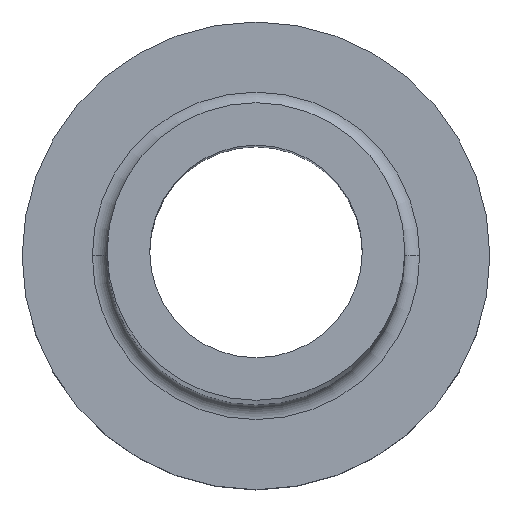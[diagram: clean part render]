
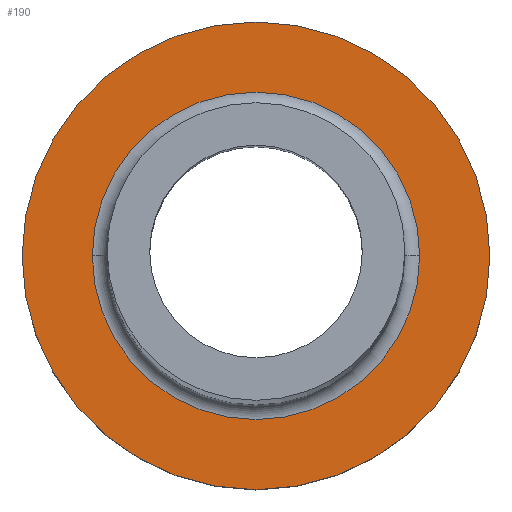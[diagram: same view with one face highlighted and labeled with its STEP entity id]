
A CAD part, top view. The second image highlights one B-rep face of the part: STEP entity #190.
In plain terms, the highlighted planar face has unit normal (0, 0, 1).
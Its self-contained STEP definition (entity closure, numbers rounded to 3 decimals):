
#34 = FACE_OUTER_BOUND ( 'NONE', #199, .T. ) ;
#35 = AXIS2_PLACEMENT_3D ( 'NONE', #427, #436, #84 ) ;
#48 = DIRECTION ( 'NONE',  ( 0., 0., -1. ) ) ;
#67 = DIRECTION ( 'NONE',  ( 1., 0., 0. ) ) ;
#68 = AXIS2_PLACEMENT_3D ( 'NONE', #376, #408, #302 ) ;
#79 = CARTESIAN_POINT ( 'NONE',  ( -11., 0., 7. ) ) ;
#84 = DIRECTION ( 'NONE',  ( 1., 0., 0. ) ) ;
#107 = CIRCLE ( 'NONE', #68, 11. ) ;
#122 = DIRECTION ( 'NONE',  ( 1., 0., 0. ) ) ;
#142 = DIRECTION ( 'NONE',  ( 0., 0., -1. ) ) ;
#154 = CARTESIAN_POINT ( 'NONE',  ( 0., 0., 7. ) ) ;
#155 = VERTEX_POINT ( 'NONE', #282 ) ;
#156 = EDGE_CURVE ( 'NONE', #217, #175, #310, .T. ) ;
#175 = VERTEX_POINT ( 'NONE', #259 ) ;
#181 = PLANE ( 'NONE',  #35 ) ;
#190 = ADVANCED_FACE ( 'NONE', ( #318, #34 ), #181, .T. ) ;
#199 = EDGE_LOOP ( 'NONE', ( #453, #292 ) ) ;
#202 = EDGE_CURVE ( 'NONE', #175, #217, #420, .T. ) ;
#216 = DIRECTION ( 'NONE',  ( 1., 0., 0. ) ) ;
#217 = VERTEX_POINT ( 'NONE', #297 ) ;
#218 = VERTEX_POINT ( 'NONE', #79 ) ;
#229 = EDGE_CURVE ( 'NONE', #155, #218, #107, .T. ) ;
#250 = AXIS2_PLACEMENT_3D ( 'NONE', #252, #387, #67 ) ;
#252 = CARTESIAN_POINT ( 'NONE',  ( 0., 0., 7. ) ) ;
#259 = CARTESIAN_POINT ( 'NONE',  ( 7.7, 0., 7. ) ) ;
#265 = AXIS2_PLACEMENT_3D ( 'NONE', #388, #142, #216 ) ;
#282 = CARTESIAN_POINT ( 'NONE',  ( 11., 0., 7. ) ) ;
#292 = ORIENTED_EDGE ( 'NONE', *, *, #229, .T. ) ;
#297 = CARTESIAN_POINT ( 'NONE',  ( -7.7, 0., 7. ) ) ;
#302 = DIRECTION ( 'NONE',  ( 1., 0., 0. ) ) ;
#310 = CIRCLE ( 'NONE', #265, 7.7 ) ;
#318 = FACE_BOUND ( 'NONE', #329, .T. ) ;
#329 = EDGE_LOOP ( 'NONE', ( #444, #391 ) ) ;
#354 = EDGE_CURVE ( 'NONE', #218, #155, #384, .T. ) ;
#376 = CARTESIAN_POINT ( 'NONE',  ( 0., 0., 7. ) ) ;
#384 = CIRCLE ( 'NONE', #250, 11. ) ;
#387 = DIRECTION ( 'NONE',  ( 0., 0., 1. ) ) ;
#388 = CARTESIAN_POINT ( 'NONE',  ( 0., 0., 7. ) ) ;
#391 = ORIENTED_EDGE ( 'NONE', *, *, #156, .T. ) ;
#408 = DIRECTION ( 'NONE',  ( 0., 0., 1. ) ) ;
#420 = CIRCLE ( 'NONE', #428, 7.7 ) ;
#427 = CARTESIAN_POINT ( 'NONE',  ( 0., 0., 7. ) ) ;
#428 = AXIS2_PLACEMENT_3D ( 'NONE', #154, #48, #122 ) ;
#436 = DIRECTION ( 'NONE',  ( 0., 0., 1. ) ) ;
#444 = ORIENTED_EDGE ( 'NONE', *, *, #202, .T. ) ;
#453 = ORIENTED_EDGE ( 'NONE', *, *, #354, .T. ) ;
